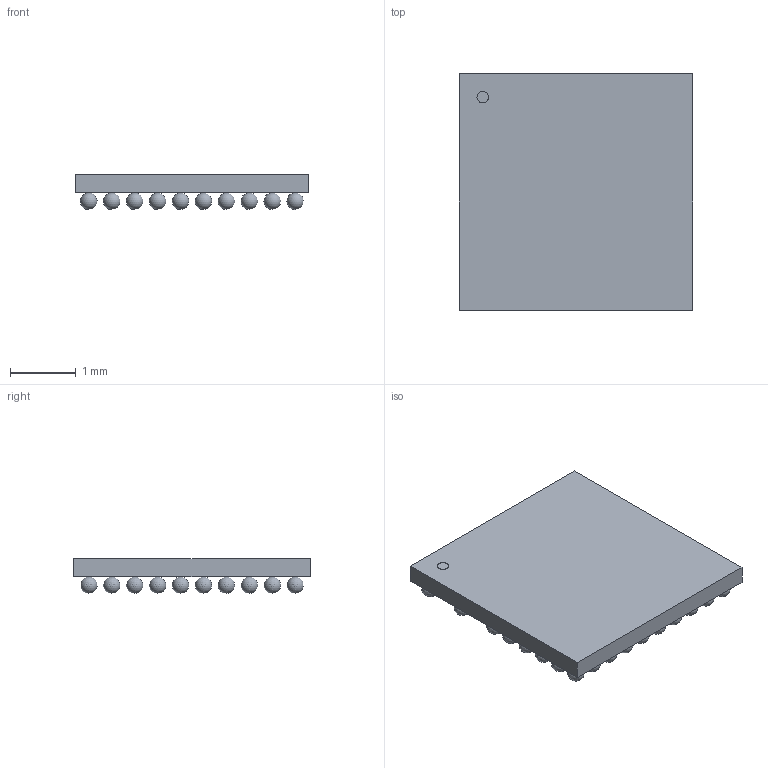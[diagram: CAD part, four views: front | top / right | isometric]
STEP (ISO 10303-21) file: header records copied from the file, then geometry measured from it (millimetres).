
FILE_DESCRIPTION(('STEP AP214'),'1');
FILE_NAME('WLCSP94_3P5X3P6_NOR','2022-10-07T14:11:49',(''),(''),'','','');
FILE_SCHEMA(('AUTOMOTIVE_DESIGN'));
Length unit declared in the file: millimetre
Products named in the file (1): product
Bounding box: 3.56 x 3.61 x 0.54 mm (x, y, z)
Volume: 4.4 mm3; surface area: 48.8 mm2
Topology: 96 solids, 96 shells, 103 faces, 297 edges, 198 vertices
Faces by surface type: sphere 94, plane 8, cylinder 1
Full cylindrical faces by diameter (mm): 0.178 x1
Entity records: 1102 total; most frequent: DIRECTION 226, CARTESIAN_POINT 117, AXIS2_PLACEMENT_3D 107, STYLED_ITEM 103, ADVANCED_FACE 103, MANIFOLD_SOLID_BREP 96, CLOSED_SHELL 96, SPHERICAL_SURFACE 94
